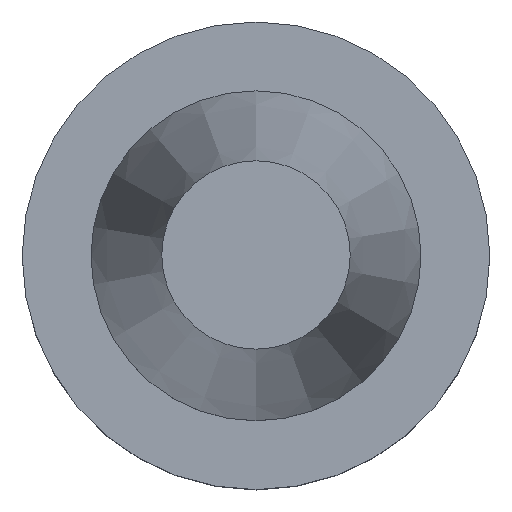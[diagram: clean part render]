
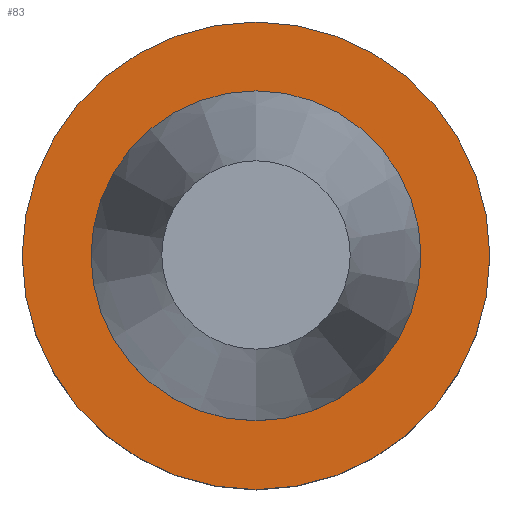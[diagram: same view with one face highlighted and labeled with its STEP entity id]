
A CAD part, top view. The second image highlights one B-rep face of the part: STEP entity #83.
In plain terms, the highlighted planar face has unit normal (0, 0, 1).
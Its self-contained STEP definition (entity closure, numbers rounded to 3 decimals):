
#83=ADVANCED_FACE('',(#112,#113),#114,.T.);
#112=FACE_OUTER_BOUND('',#152,.T.);
#113=FACE_BOUND('',#153,.T.);
#114=PLANE('',#154);
#152=EDGE_LOOP('',(#208));
#153=EDGE_LOOP('',(#209));
#154=AXIS2_PLACEMENT_3D('',#210,#211,#212);
#208=ORIENTED_EDGE('',*,*,#246,.F.);
#209=ORIENTED_EDGE('',*,*,#245,.T.);
#210=CARTESIAN_POINT('',(0.,26.863,-2.0));
#211=DIRECTION('',(0.,0.,1.0));
#212=DIRECTION('',(0.,-1.0,0.));
#245=EDGE_CURVE('',#265,#265,#266,.T.);
#246=EDGE_CURVE('',#267,#267,#268,.T.);
#265=VERTEX_POINT('',#291);
#266=CIRCLE('',#292,22.225);
#267=VERTEX_POINT('',#293);
#268=CIRCLE('',#294,31.5);
#291=CARTESIAN_POINT('',(0.,22.225,-2.0));
#292=AXIS2_PLACEMENT_3D('',#324,#325,#326);
#293=CARTESIAN_POINT('',(0.,31.5,-2.0));
#294=AXIS2_PLACEMENT_3D('',#327,#328,#329);
#324=CARTESIAN_POINT('',(0.,0.,-2.0));
#325=DIRECTION('',(0.,0.,-1.0));
#326=DIRECTION('',(0.,1.0,0.));
#327=CARTESIAN_POINT('',(0.,0.,-2.0));
#328=DIRECTION('',(0.,0.,-1.0));
#329=DIRECTION('',(0.,1.0,0.));
